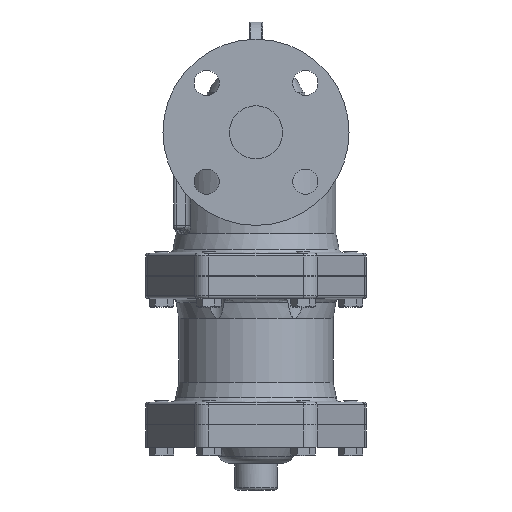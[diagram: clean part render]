
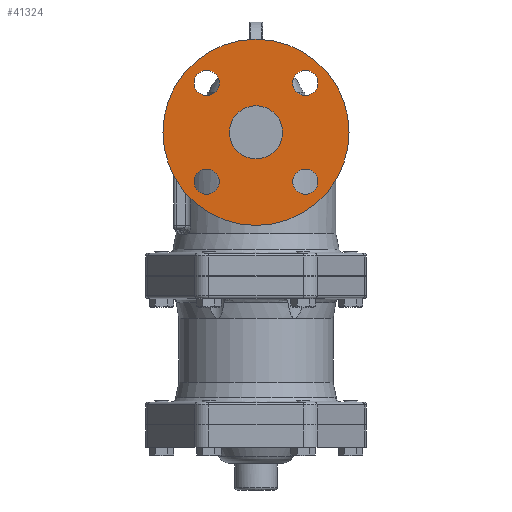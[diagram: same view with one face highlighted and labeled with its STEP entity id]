
A CAD part, left-side view. The second image highlights one B-rep face of the part: STEP entity #41324.
In plain terms, the highlighted planar face has unit normal (-1, 0, 0).
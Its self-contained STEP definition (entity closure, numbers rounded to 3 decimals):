
#41246=CARTESIAN_POINT('',(-107.5,0.0,88.0));
#41247=VERTEX_POINT('',#41246);
#41248=CARTESIAN_POINT('',(-107.5,0.0,108.0));
#41249=DIRECTION('',(1.0,0.0,0.0));
#41250=DIRECTION('',(0.0,0.0,-1.0));
#41251=AXIS2_PLACEMENT_3D('',#41248,#41249,#41250);
#41252=CIRCLE('',#41251,20.0);
#41253=EDGE_CURVE('',#41247,#41247,#41252,.T.);
#41261=CARTESIAN_POINT('',(-107.5,0.,110.545));
#41262=DIRECTION('',(1.0,0.0,0.0));
#41263=DIRECTION('',(0.0,0.0,-1.0));
#41264=AXIS2_PLACEMENT_3D('',#41261,#41262,#41263);
#41265=PLANE('',#41264);
#41266=CARTESIAN_POINT('',(-107.5,0.0,178.0));
#41267=VERTEX_POINT('',#41266);
#41268=CARTESIAN_POINT('',(-107.5,0.0,108.0));
#41269=DIRECTION('',(-1.0,0.0,0.0));
#41270=DIRECTION('',(0.0,0.0,1.0));
#41271=AXIS2_PLACEMENT_3D('',#41268,#41269,#41270);
#41272=CIRCLE('',#41271,70.0);
#41273=EDGE_CURVE('',#41267,#41267,#41272,.T.);
#41274=ORIENTED_EDGE('',*,*,#41273,.T.);
#41275=EDGE_LOOP('',(#41274));
#41276=FACE_OUTER_BOUND('',#41275,.T.);
#41277=CARTESIAN_POINT('',(-107.5,-27.623,70.877));
#41278=VERTEX_POINT('',#41277);
#41279=CARTESIAN_POINT('',(-107.5,-37.123,70.877));
#41280=DIRECTION('',(1.0,0.0,0.0));
#41281=DIRECTION('',(0.0,1.0,0.0));
#41282=AXIS2_PLACEMENT_3D('',#41279,#41280,#41281);
#41283=CIRCLE('',#41282,9.5);
#41284=EDGE_CURVE('',#41278,#41278,#41283,.T.);
#41285=ORIENTED_EDGE('',*,*,#41284,.T.);
#41286=EDGE_LOOP('',(#41285));
#41287=FACE_BOUND('',#41286,.T.);
#41288=CARTESIAN_POINT('',(-107.5,37.123,80.377));
#41289=VERTEX_POINT('',#41288);
#41290=CARTESIAN_POINT('',(-107.5,37.123,70.877));
#41291=DIRECTION('',(1.0,0.0,0.0));
#41292=DIRECTION('',(0.0,0.0,1.0));
#41293=AXIS2_PLACEMENT_3D('',#41290,#41291,#41292);
#41294=CIRCLE('',#41293,9.5);
#41295=EDGE_CURVE('',#41289,#41289,#41294,.T.);
#41296=ORIENTED_EDGE('',*,*,#41295,.T.);
#41297=EDGE_LOOP('',(#41296));
#41298=FACE_BOUND('',#41297,.T.);
#41299=CARTESIAN_POINT('',(-107.5,27.623,145.123));
#41300=VERTEX_POINT('',#41299);
#41301=CARTESIAN_POINT('',(-107.5,37.123,145.123));
#41302=DIRECTION('',(1.0,0.0,0.0));
#41303=DIRECTION('',(0.0,-1.0,0.0));
#41304=AXIS2_PLACEMENT_3D('',#41301,#41302,#41303);
#41305=CIRCLE('',#41304,9.5);
#41306=EDGE_CURVE('',#41300,#41300,#41305,.T.);
#41307=ORIENTED_EDGE('',*,*,#41306,.T.);
#41308=EDGE_LOOP('',(#41307));
#41309=FACE_BOUND('',#41308,.T.);
#41310=CARTESIAN_POINT('',(-107.5,-37.123,135.623));
#41311=VERTEX_POINT('',#41310);
#41312=CARTESIAN_POINT('',(-107.5,-37.123,145.123));
#41313=DIRECTION('',(1.0,0.0,0.0));
#41314=DIRECTION('',(0.0,0.0,-1.0));
#41315=AXIS2_PLACEMENT_3D('',#41312,#41313,#41314);
#41316=CIRCLE('',#41315,9.5);
#41317=EDGE_CURVE('',#41311,#41311,#41316,.T.);
#41318=ORIENTED_EDGE('',*,*,#41317,.T.);
#41319=EDGE_LOOP('',(#41318));
#41320=FACE_BOUND('',#41319,.T.);
#41321=ORIENTED_EDGE('',*,*,#41253,.T.);
#41322=EDGE_LOOP('',(#41321));
#41323=FACE_BOUND('',#41322,.T.);
#41324=ADVANCED_FACE('',(#41276,#41287,#41298,#41309,#41320,#41323),#41265,.F.);
